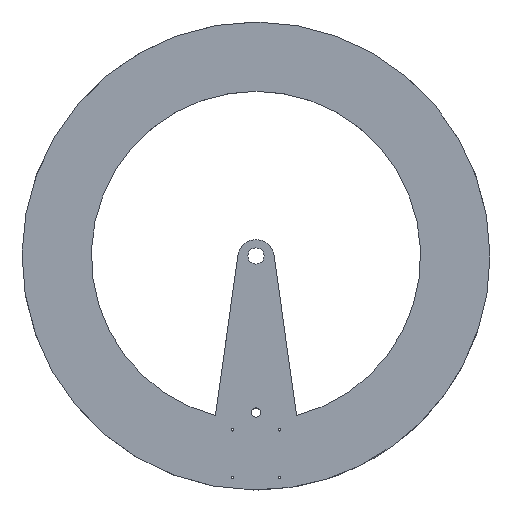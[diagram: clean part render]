
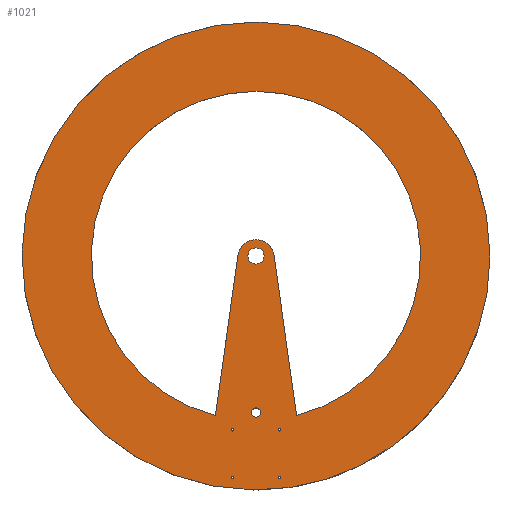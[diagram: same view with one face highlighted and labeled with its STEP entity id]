
A CAD part, top view. The second image highlights one B-rep face of the part: STEP entity #1021.
In plain terms, the highlighted planar face has unit normal (0, 0, 1).
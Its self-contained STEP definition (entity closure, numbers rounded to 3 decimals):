
#34=FACE_BOUND('',#198,.T.);
#35=FACE_BOUND('',#199,.T.);
#36=FACE_BOUND('',#200,.T.);
#37=FACE_BOUND('',#201,.T.);
#38=FACE_BOUND('',#202,.T.);
#39=FACE_BOUND('',#203,.T.);
#40=FACE_BOUND('',#204,.T.);
#72=PLANE('',#1119);
#126=FACE_OUTER_BOUND('',#197,.T.);
#197=EDGE_LOOP('',(#934));
#198=EDGE_LOOP('',(#935));
#199=EDGE_LOOP('',(#936));
#200=EDGE_LOOP('',(#937));
#201=EDGE_LOOP('',(#938));
#202=EDGE_LOOP('',(#939));
#203=EDGE_LOOP('',(#940));
#204=EDGE_LOOP('',(#941,#942,#943,#944,#945,#946));
#279=LINE('',#1643,#374);
#297=LINE('',#1707,#392);
#299=LINE('',#1713,#394);
#374=VECTOR('',#1320,140.557);
#392=VECTOR('',#1398,1.429);
#394=VECTOR('',#1406,140.557);
#408=CIRCLE('',#1050,202.5);
#409=CIRCLE('',#1052,4.);
#422=CIRCLE('',#1078,7.);
#424=CIRCLE('',#1084,15.);
#425=CIRCLE('',#1090,1.);
#427=CIRCLE('',#1093,1.);
#429=CIRCLE('',#1096,1.);
#431=CIRCLE('',#1099,1.);
#435=CIRCLE('',#1114,15.);
#436=CIRCLE('',#1117,142.5);
#487=VERTEX_POINT('',#1553);
#488=VERTEX_POINT('',#1556);
#511=VERTEX_POINT('',#1623);
#513=VERTEX_POINT('',#1635);
#514=VERTEX_POINT('',#1637);
#515=VERTEX_POINT('',#1641);
#518=VERTEX_POINT('',#1655);
#520=VERTEX_POINT('',#1660);
#522=VERTEX_POINT('',#1665);
#524=VERTEX_POINT('',#1670);
#530=VERTEX_POINT('',#1701);
#531=VERTEX_POINT('',#1703);
#532=VERTEX_POINT('',#1709);
#596=EDGE_CURVE('',#487,#487,#408,.T.);
#597=EDGE_CURVE('',#488,#488,#409,.T.);
#628=EDGE_CURVE('',#511,#511,#422,.T.);
#635=EDGE_CURVE('',#514,#513,#424,.T.);
#638=EDGE_CURVE('',#513,#515,#279,.T.);
#644=EDGE_CURVE('',#518,#518,#425,.T.);
#646=EDGE_CURVE('',#520,#520,#427,.T.);
#648=EDGE_CURVE('',#522,#522,#429,.T.);
#650=EDGE_CURVE('',#524,#524,#431,.T.);
#665=EDGE_CURVE('',#531,#530,#435,.T.);
#667=EDGE_CURVE('',#530,#514,#297,.T.);
#669=EDGE_CURVE('',#515,#532,#436,.T.);
#670=EDGE_CURVE('',#532,#531,#299,.T.);
#934=ORIENTED_EDGE('',*,*,#596,.T.);
#935=ORIENTED_EDGE('',*,*,#597,.T.);
#936=ORIENTED_EDGE('',*,*,#628,.T.);
#937=ORIENTED_EDGE('',*,*,#644,.T.);
#938=ORIENTED_EDGE('',*,*,#646,.T.);
#939=ORIENTED_EDGE('',*,*,#648,.T.);
#940=ORIENTED_EDGE('',*,*,#650,.T.);
#941=ORIENTED_EDGE('',*,*,#665,.T.);
#942=ORIENTED_EDGE('',*,*,#667,.T.);
#943=ORIENTED_EDGE('',*,*,#635,.T.);
#944=ORIENTED_EDGE('',*,*,#638,.T.);
#945=ORIENTED_EDGE('',*,*,#669,.T.);
#946=ORIENTED_EDGE('',*,*,#670,.T.);
#1021=ADVANCED_FACE('',(#126,#34,#35,#36,#37,#38,#39,#40),#72,.T.);
#1050=AXIS2_PLACEMENT_3D('',#1554,#1223,#1224);
#1052=AXIS2_PLACEMENT_3D('',#1557,#1227,#1228);
#1078=AXIS2_PLACEMENT_3D('',#1624,#1297,#1298);
#1084=AXIS2_PLACEMENT_3D('',#1638,#1314,#1315);
#1090=AXIS2_PLACEMENT_3D('',#1656,#1334,#1335);
#1093=AXIS2_PLACEMENT_3D('',#1661,#1340,#1341);
#1096=AXIS2_PLACEMENT_3D('',#1666,#1346,#1347);
#1099=AXIS2_PLACEMENT_3D('',#1671,#1352,#1353);
#1114=AXIS2_PLACEMENT_3D('',#1704,#1393,#1394);
#1117=AXIS2_PLACEMENT_3D('',#1711,#1402,#1403);
#1119=AXIS2_PLACEMENT_3D('',#1714,#1407,#1408);
#1223=DIRECTION('center_axis',(0.,0.,1.));
#1224=DIRECTION('ref_axis',(-1.,0.,0.));
#1227=DIRECTION('center_axis',(0.,0.,-1.));
#1228=DIRECTION('ref_axis',(1.,0.,0.));
#1297=DIRECTION('center_axis',(0.,0.,-1.));
#1298=DIRECTION('ref_axis',(-1.,0.,0.));
#1314=DIRECTION('center_axis',(0.,0.,1.));
#1315=DIRECTION('ref_axis',(0.,1.,0.));
#1320=DIRECTION('',(-0.139,-0.99,0.));
#1334=DIRECTION('center_axis',(0.,0.,-1.));
#1335=DIRECTION('ref_axis',(-1.,0.,0.));
#1340=DIRECTION('center_axis',(0.,0.,-1.));
#1341=DIRECTION('ref_axis',(-1.,0.,0.));
#1346=DIRECTION('center_axis',(0.,0.,-1.));
#1347=DIRECTION('ref_axis',(-1.,0.,0.));
#1352=DIRECTION('center_axis',(0.,0.,-1.));
#1353=DIRECTION('ref_axis',(-1.,0.,0.));
#1393=DIRECTION('center_axis',(0.,0.,1.));
#1394=DIRECTION('ref_axis',(0.99,0.139,0.));
#1398=DIRECTION('',(-1.,0.,0.));
#1402=DIRECTION('center_axis',(0.,0.,-1.));
#1403=DIRECTION('ref_axis',(-0.247,0.969,0.));
#1406=DIRECTION('',(-0.139,0.99,0.));
#1407=DIRECTION('center_axis',(0.,0.,1.));
#1408=DIRECTION('ref_axis',(1.,0.,0.));
#1553=CARTESIAN_POINT('',(202.5,-196.,25.));
#1554=CARTESIAN_POINT('Origin',(0.,-196.,25.));
#1556=CARTESIAN_POINT('',(-4.,-331.5,25.));
#1557=CARTESIAN_POINT('Origin',(0.,-331.5,25.));
#1623=CARTESIAN_POINT('',(7.,-196.,25.));
#1624=CARTESIAN_POINT('Origin',(0.,-196.,25.));
#1635=CARTESIAN_POINT('',(-15.569,-194.912,25.));
#1637=CARTESIAN_POINT('',(-0.714,-182.,25.));
#1638=CARTESIAN_POINT('Origin',(-0.714,-197.,25.));
#1641=CARTESIAN_POINT('',(-35.13,-334.102,25.));
#1643=CARTESIAN_POINT('',(-25.274,-263.968,25.));
#1655=CARTESIAN_POINT('',(21.5,-387.5,25.));
#1656=CARTESIAN_POINT('Origin',(20.5,-387.5,25.));
#1660=CARTESIAN_POINT('',(21.5,-346.5,25.));
#1661=CARTESIAN_POINT('Origin',(20.5,-346.5,25.));
#1665=CARTESIAN_POINT('',(-19.5,-346.5,25.));
#1666=CARTESIAN_POINT('Origin',(-20.5,-346.5,25.));
#1670=CARTESIAN_POINT('',(-19.5,-387.5,25.));
#1671=CARTESIAN_POINT('Origin',(-20.5,-387.5,25.));
#1701=CARTESIAN_POINT('',(0.714,-182.,25.));
#1703=CARTESIAN_POINT('',(15.569,-194.912,25.));
#1704=CARTESIAN_POINT('Origin',(0.714,-197.,25.));
#1707=CARTESIAN_POINT('',(-0.357,-182.,25.));
#1709=CARTESIAN_POINT('',(35.13,-334.102,25.));
#1711=CARTESIAN_POINT('Origin',(0.,-196.,25.));
#1713=CARTESIAN_POINT('',(15.493,-194.373,25.));
#1714=CARTESIAN_POINT('Origin',(0.,-196.,25.));
